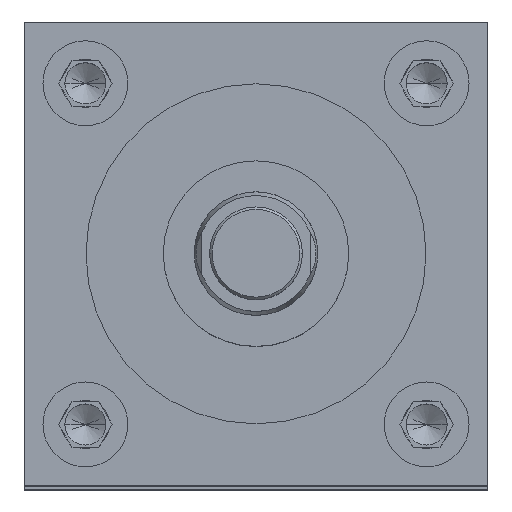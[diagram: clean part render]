
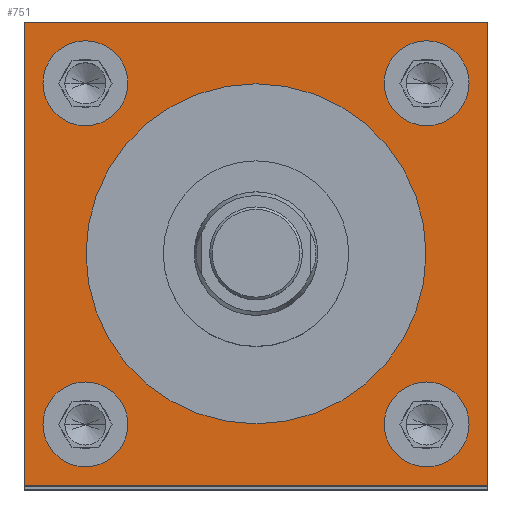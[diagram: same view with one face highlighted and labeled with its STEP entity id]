
A CAD part, top view. The second image highlights one B-rep face of the part: STEP entity #751.
In plain terms, the highlighted planar face has unit normal (0, 0, 1).
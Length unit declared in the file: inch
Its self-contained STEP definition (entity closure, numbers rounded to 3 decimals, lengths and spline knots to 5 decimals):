
#96 = CARTESIAN_POINT ( 'NONE',  ( 1.0365, 1.38, 20.25 ) ) ;
#153 = ORIENTED_EDGE ( 'NONE', *, *, #5320, .T. ) ;
#162 = AXIS2_PLACEMENT_3D ( 'NONE', #1514, #4850, #4353 ) ;
#212 = VERTEX_POINT ( 'NONE', #4657 ) ;
#215 = VECTOR ( 'NONE', #2098, 39.37008 ) ;
#333 = CARTESIAN_POINT ( 'NONE',  ( 1.38, 1.38, 20.25 ) ) ;
#335 = AXIS2_PLACEMENT_3D ( 'NONE', #5070, #2539, #5895 ) ;
#388 = CARTESIAN_POINT ( 'NONE',  ( -1.875, 1.875, 20.25 ) ) ;
#447 = DIRECTION ( 'NONE',  ( 1., 0., 0. ) ) ;
#545 = CARTESIAN_POINT ( 'NONE',  ( -1.875, -1.875, 20.25 ) ) ;
#559 = EDGE_LOOP ( 'NONE', ( #4762, #5906 ) ) ;
#604 = CARTESIAN_POINT ( 'NONE',  ( 1.7235, -1.38, 20.25 ) ) ;
#639 = DIRECTION ( 'NONE',  ( 1., 0., 0. ) ) ;
#650 = DIRECTION ( 'NONE',  ( 0., 1., 0. ) ) ;
#677 = DIRECTION ( 'NONE',  ( 0., 0., 1. ) ) ;
#683 = DIRECTION ( 'NONE',  ( 1., 0., 0. ) ) ;
#738 = CIRCLE ( 'NONE', #3977, 0.3435 ) ;
#751 = ADVANCED_FACE ( 'NONE', ( #5208, #6148, #1487, #4825, #4703, #5854 ), #3427, .F. ) ;
#773 = CARTESIAN_POINT ( 'NONE',  ( -1.38, 1.38, 20.25 ) ) ;
#839 = EDGE_CURVE ( 'NONE', #5524, #2998, #5763, .T. ) ;
#860 = CIRCLE ( 'NONE', #5488, 0.3435 ) ;
#917 = ORIENTED_EDGE ( 'NONE', *, *, #2507, .F. ) ;
#995 = VERTEX_POINT ( 'NONE', #5595 ) ;
#1002 = EDGE_LOOP ( 'NONE', ( #4029, #1256 ) ) ;
#1022 = DIRECTION ( 'NONE',  ( -1., 0., 0. ) ) ;
#1034 = CIRCLE ( 'NONE', #4077, 0.3435 ) ;
#1087 = EDGE_CURVE ( 'NONE', #3942, #212, #2231, .T. ) ;
#1096 = AXIS2_PLACEMENT_3D ( 'NONE', #773, #677, #5600 ) ;
#1138 = CARTESIAN_POINT ( 'NONE',  ( -1.875, 1.875, 20.25 ) ) ;
#1151 = ORIENTED_EDGE ( 'NONE', *, *, #2891, .F. ) ;
#1152 = EDGE_CURVE ( 'NONE', #2061, #1413, #1572, .T. ) ;
#1160 = EDGE_CURVE ( 'NONE', #1698, #5903, #860, .T. ) ;
#1197 = CIRCLE ( 'NONE', #1096, 0.3435 ) ;
#1256 = ORIENTED_EDGE ( 'NONE', *, *, #5568, .F. ) ;
#1413 = VERTEX_POINT ( 'NONE', #2437 ) ;
#1461 = ORIENTED_EDGE ( 'NONE', *, *, #839, .F. ) ;
#1487 = FACE_BOUND ( 'NONE', #3083, .T. ) ;
#1514 = CARTESIAN_POINT ( 'NONE',  ( 0., 0., 20.25 ) ) ;
#1540 = EDGE_LOOP ( 'NONE', ( #153, #4431, #4278, #3364 ) ) ;
#1572 = LINE ( 'NONE', #1138, #2970 ) ;
#1698 = VERTEX_POINT ( 'NONE', #604 ) ;
#1830 = DIRECTION ( 'NONE',  ( 1., 0., 0. ) ) ;
#1856 = EDGE_CURVE ( 'NONE', #212, #3942, #4832, .T. ) ;
#1974 = VERTEX_POINT ( 'NONE', #3331 ) ;
#2029 = EDGE_LOOP ( 'NONE', ( #917, #5268 ) ) ;
#2061 = VERTEX_POINT ( 'NONE', #5511 ) ;
#2098 = DIRECTION ( 'NONE',  ( 0., -1., 0. ) ) ;
#2162 = LINE ( 'NONE', #5476, #2559 ) ;
#2169 = CARTESIAN_POINT ( 'NONE',  ( 1.7235, 1.38, 20.25 ) ) ;
#2231 = CIRCLE ( 'NONE', #162, 1.375 ) ;
#2236 = DIRECTION ( 'NONE',  ( 1., 0., 0. ) ) ;
#2338 = DIRECTION ( 'NONE',  ( 0., 0., 1. ) ) ;
#2402 = ORIENTED_EDGE ( 'NONE', *, *, #2939, .F. ) ;
#2437 = CARTESIAN_POINT ( 'NONE',  ( -1.875, 1.875, 20.25 ) ) ;
#2452 = LINE ( 'NONE', #545, #215 ) ;
#2507 = EDGE_CURVE ( 'NONE', #2945, #2766, #5279, .T. ) ;
#2539 = DIRECTION ( 'NONE',  ( 0., 0., 1. ) ) ;
#2559 = VECTOR ( 'NONE', #650, 39.37008 ) ;
#2598 = DIRECTION ( 'NONE',  ( -1., 0., 0. ) ) ;
#2601 = VERTEX_POINT ( 'NONE', #5741 ) ;
#2651 = ORIENTED_EDGE ( 'NONE', *, *, #1160, .F. ) ;
#2741 = CARTESIAN_POINT ( 'NONE',  ( -1.7235, -1.38, 20.25 ) ) ;
#2766 = VERTEX_POINT ( 'NONE', #96 ) ;
#2775 = CARTESIAN_POINT ( 'NONE',  ( 0., 0., 20.25 ) ) ;
#2891 = EDGE_CURVE ( 'NONE', #5903, #1698, #1034, .T. ) ;
#2917 = CIRCLE ( 'NONE', #5958, 0.3435 ) ;
#2939 = EDGE_CURVE ( 'NONE', #2998, #5524, #738, .T. ) ;
#2945 = VERTEX_POINT ( 'NONE', #2169 ) ;
#2970 = VECTOR ( 'NONE', #2598, 39.37008 ) ;
#2998 = VERTEX_POINT ( 'NONE', #2741 ) ;
#3042 = VERTEX_POINT ( 'NONE', #3653 ) ;
#3083 = EDGE_LOOP ( 'NONE', ( #1461, #2402 ) ) ;
#3136 = DIRECTION ( 'NONE',  ( 1., 0., 0. ) ) ;
#3238 = AXIS2_PLACEMENT_3D ( 'NONE', #4062, #5989, #3136 ) ;
#3317 = EDGE_CURVE ( 'NONE', #3042, #2061, #2162, .T. ) ;
#3331 = CARTESIAN_POINT ( 'NONE',  ( -1.875, -1.875, 20.25 ) ) ;
#3364 = ORIENTED_EDGE ( 'NONE', *, *, #1152, .T. ) ;
#3427 = PLANE ( 'NONE',  #5863 ) ;
#3511 = CARTESIAN_POINT ( 'NONE',  ( 1.38, -1.38, 20.25 ) ) ;
#3620 = CARTESIAN_POINT ( 'NONE',  ( 1.38, -1.38, 20.25 ) ) ;
#3653 = CARTESIAN_POINT ( 'NONE',  ( 1.875, -1.875, 20.25 ) ) ;
#3942 = VERTEX_POINT ( 'NONE', #4606 ) ;
#3977 = AXIS2_PLACEMENT_3D ( 'NONE', #4076, #5083, #4991 ) ;
#4029 = ORIENTED_EDGE ( 'NONE', *, *, #5397, .F. ) ;
#4062 = CARTESIAN_POINT ( 'NONE',  ( 1.38, 1.38, 20.25 ) ) ;
#4076 = CARTESIAN_POINT ( 'NONE',  ( -1.38, -1.38, 20.25 ) ) ;
#4077 = AXIS2_PLACEMENT_3D ( 'NONE', #3620, #4512, #683 ) ;
#4221 = DIRECTION ( 'NONE',  ( 1., 0., 0. ) ) ;
#4251 = CIRCLE ( 'NONE', #3238, 0.3435 ) ;
#4278 = ORIENTED_EDGE ( 'NONE', *, *, #3317, .T. ) ;
#4293 = DIRECTION ( 'NONE',  ( 0., 0., 1. ) ) ;
#4301 = DIRECTION ( 'NONE',  ( 0., 0., 1. ) ) ;
#4353 = DIRECTION ( 'NONE',  ( 1., 0., 0. ) ) ;
#4431 = ORIENTED_EDGE ( 'NONE', *, *, #5113, .T. ) ;
#4438 = DIRECTION ( 'NONE',  ( 0., 0., -1. ) ) ;
#4512 = DIRECTION ( 'NONE',  ( 0., 0., 1. ) ) ;
#4606 = CARTESIAN_POINT ( 'NONE',  ( 1.375, 0., 20.25 ) ) ;
#4657 = CARTESIAN_POINT ( 'NONE',  ( -1.375, 0., 20.25 ) ) ;
#4703 = FACE_BOUND ( 'NONE', #559, .T. ) ;
#4714 = CARTESIAN_POINT ( 'NONE',  ( 1.0365, -1.38, 20.25 ) ) ;
#4762 = ORIENTED_EDGE ( 'NONE', *, *, #1087, .F. ) ;
#4823 = CARTESIAN_POINT ( 'NONE',  ( -1.38, 1.38, 20.25 ) ) ;
#4825 = FACE_BOUND ( 'NONE', #1002, .T. ) ;
#4832 = CIRCLE ( 'NONE', #5128, 1.375 ) ;
#4850 = DIRECTION ( 'NONE',  ( 0., 0., 1. ) ) ;
#4991 = DIRECTION ( 'NONE',  ( 1., 0., 0. ) ) ;
#5070 = CARTESIAN_POINT ( 'NONE',  ( -1.38, -1.38, 20.25 ) ) ;
#5083 = DIRECTION ( 'NONE',  ( 0., 0., 1. ) ) ;
#5113 = EDGE_CURVE ( 'NONE', #1974, #3042, #5735, .T. ) ;
#5128 = AXIS2_PLACEMENT_3D ( 'NONE', #2775, #4301, #1830 ) ;
#5208 = FACE_BOUND ( 'NONE', #5720, .T. ) ;
#5226 = CARTESIAN_POINT ( 'NONE',  ( -1.0365, -1.38, 20.25 ) ) ;
#5232 = CARTESIAN_POINT ( 'NONE',  ( -1.875, -1.875, 20.25 ) ) ;
#5268 = ORIENTED_EDGE ( 'NONE', *, *, #5836, .F. ) ;
#5279 = CIRCLE ( 'NONE', #5472, 0.3435 ) ;
#5320 = EDGE_CURVE ( 'NONE', #1413, #1974, #2452, .T. ) ;
#5397 = EDGE_CURVE ( 'NONE', #2601, #995, #1197, .T. ) ;
#5430 = DIRECTION ( 'NONE',  ( 0., 0., 1. ) ) ;
#5472 = AXIS2_PLACEMENT_3D ( 'NONE', #333, #2338, #2236 ) ;
#5476 = CARTESIAN_POINT ( 'NONE',  ( 1.875, -1.875, 20.25 ) ) ;
#5488 = AXIS2_PLACEMENT_3D ( 'NONE', #3511, #5430, #639 ) ;
#5511 = CARTESIAN_POINT ( 'NONE',  ( 1.875, 1.875, 20.25 ) ) ;
#5524 = VERTEX_POINT ( 'NONE', #5226 ) ;
#5568 = EDGE_CURVE ( 'NONE', #995, #2601, #2917, .T. ) ;
#5595 = CARTESIAN_POINT ( 'NONE',  ( -1.7235, 1.38, 20.25 ) ) ;
#5600 = DIRECTION ( 'NONE',  ( 1., 0., 0. ) ) ;
#5657 = VECTOR ( 'NONE', #447, 39.37008 ) ;
#5720 = EDGE_LOOP ( 'NONE', ( #2651, #1151 ) ) ;
#5735 = LINE ( 'NONE', #5232, #5657 ) ;
#5741 = CARTESIAN_POINT ( 'NONE',  ( -1.0365, 1.38, 20.25 ) ) ;
#5763 = CIRCLE ( 'NONE', #335, 0.3435 ) ;
#5836 = EDGE_CURVE ( 'NONE', #2766, #2945, #4251, .T. ) ;
#5854 = FACE_OUTER_BOUND ( 'NONE', #1540, .T. ) ;
#5863 = AXIS2_PLACEMENT_3D ( 'NONE', #388, #4438, #1022 ) ;
#5895 = DIRECTION ( 'NONE',  ( 1., 0., 0. ) ) ;
#5903 = VERTEX_POINT ( 'NONE', #4714 ) ;
#5906 = ORIENTED_EDGE ( 'NONE', *, *, #1856, .F. ) ;
#5958 = AXIS2_PLACEMENT_3D ( 'NONE', #4823, #4293, #4221 ) ;
#5989 = DIRECTION ( 'NONE',  ( 0., 0., 1. ) ) ;
#6148 = FACE_BOUND ( 'NONE', #2029, .T. ) ;
